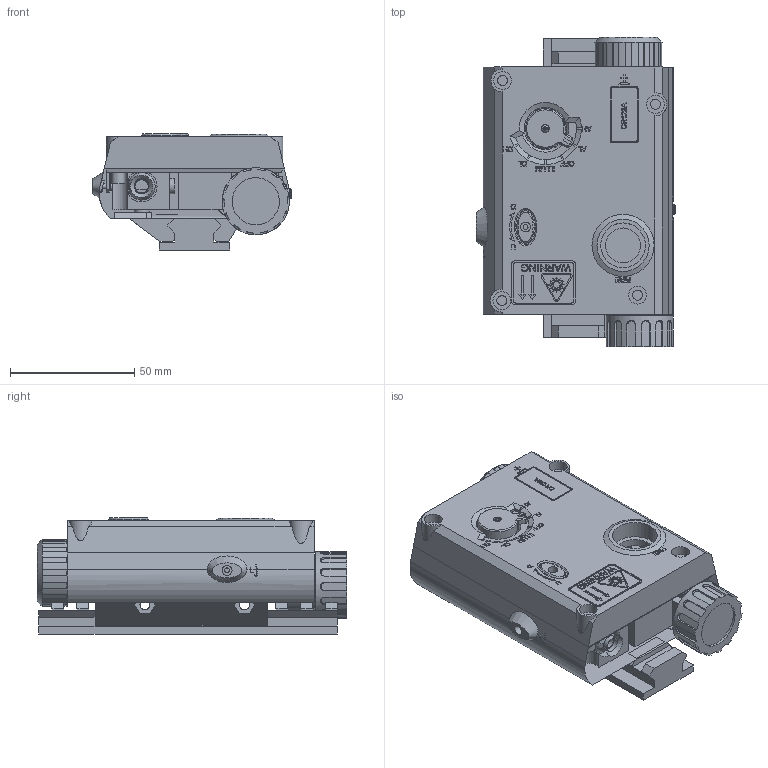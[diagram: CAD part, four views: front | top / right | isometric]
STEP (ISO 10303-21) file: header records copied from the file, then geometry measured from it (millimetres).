
FILE_DESCRIPTION(/* description */ (''),/* implementation_level */ '2;1');
FILE_NAME(/* name */ 'GAL.step',/* time_stamp */ '2022-11-18T18:12:50-05:00',/* author */ (''),/* organization */ (''),/* preprocessor_version */ 'ST-DEVELOPER v19.2',/* originating_system */ 'Autodesk Translation Framework v11.17.0.187',/* authorisation */ '');
FILE_SCHEMA (('AUTOMOTIVE_DESIGN { 1 0 10303 214 3 1 1 }'));
Products named in the file (19): GAL; GAL Lid; Selector Cap; 92470A018_Phillips Rounded Head Screws for Sheet Metal; LED Lens v4; Lens; LED; Lens Cap; CR123A; GAL Body_CR123A_with_Rotary; Battery Cover; GAL Rail Mount; PCB_Stand_in; MJ-2508 - 2.5mm Jack v2; Laser Base v3; Laser Base; Laser Body; 12-seg pic rail; Component7
Assembly tree (18 placements, depth 3):
  GAL
    GAL Lid
      Selector Cap
      92470A018_Phillips Rounded Head Screws for Sheet Metal
    LED Lens v4
      Lens
      LED
    Lens Cap
    CR123A
    GAL Body_CR123A_with_Rotary
      Battery Cover
      GAL Rail Mount
      PCB_Stand_in
      MJ-2508 - 2.5mm Jack v2
    Laser Base v3
      Laser Base
    Laser Body
    12-seg pic rail
      Component7
Bounding box: 80.15 x 124.5 x 46.67 mm (x, y, z)
Volume: 177481 mm3; surface area: 95180.5 mm2
Topology: 22 solids, 22 shells, 1696 faces, 4576 edges, 3018 vertices
Faces by surface type: plane 1108, bspline 286, cylinder 235, cone 59, torus 6, sphere 2
Full cylindrical faces by diameter (mm): 0.9 x2, 1.135 x3, 1.25 x1, 1.5 x1, 1.524 x5, 2 x4, 2.6 x1, 2.946 x1, 2.972 x1, 3 x2, 3.2 x1, 4 x11, 5.3 x1, 5.5 x2, 5.6 x4, 6 x8, 6.35 x1, 7.2 x6, 7.75 x1, 8.35 x1, 10.5 x1, 12 x1, 14 x1, 16 x1, 17 x2, 18 x2, 18.5 x1, 19 x1, 20 x1, 22 x1
Entity records: 65035 total; most frequent: CARTESIAN_POINT 23488, ORIENTED_EDGE 9146, DIRECTION 7359, EDGE_CURVE 4573, LINE 3199, VECTOR 3199, VERTEX_POINT 3018, AXIS2_PLACEMENT_3D 2080
